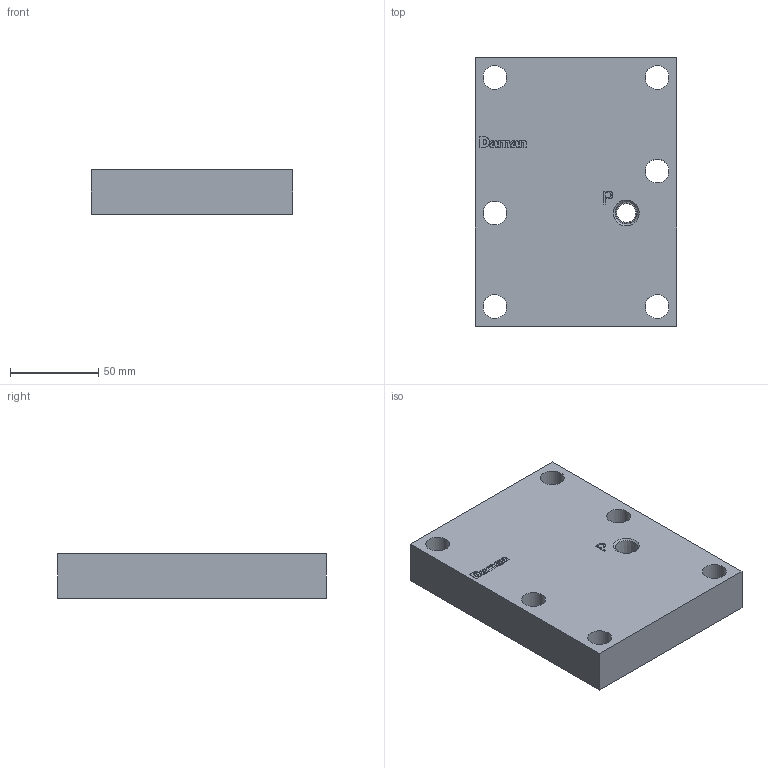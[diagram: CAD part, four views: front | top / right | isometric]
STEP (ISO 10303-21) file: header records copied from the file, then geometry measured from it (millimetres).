
FILE_DESCRIPTION( ( 'STEP AP214' ), ' ' );
FILE_NAME( 'AD08CPPG.stp', '2018-02-22T18:27:32', ( '' ), ( '' ), ' ', 'PARTsolutions', ' ' );
FILE_SCHEMA( ( 'AUTOMOTIVE_DESIGN { 1 0 10303 214 1 1 1 1 }' ) );
Length unit declared in the file: inch
Products named in the file (1): _AD08CPPG
Bounding box: 114.3 x 152.4 x 25.4 mm (x, y, z)
Volume: 405352.8 mm3; surface area: 55689.2 mm2
Topology: 1 solids, 1 shells, 152 faces, 398 edges, 265 vertices
Faces by surface type: plane 97, cylinder 51, cone 4
Full cylindrical faces by diameter (mm): 6.35 x2, 10.719 x1, 13.487 x6, 25.4 x2, 33.35 x4
Entity records: 5816 total; most frequent: CARTESIAN_POINT 791, DIRECTION 786, ORIENTED_EDGE 750, EDGE_CURVE 375, LINE 270, VECTOR 270, VERTEX_POINT 263, AXIS2_PLACEMENT_3D 258
